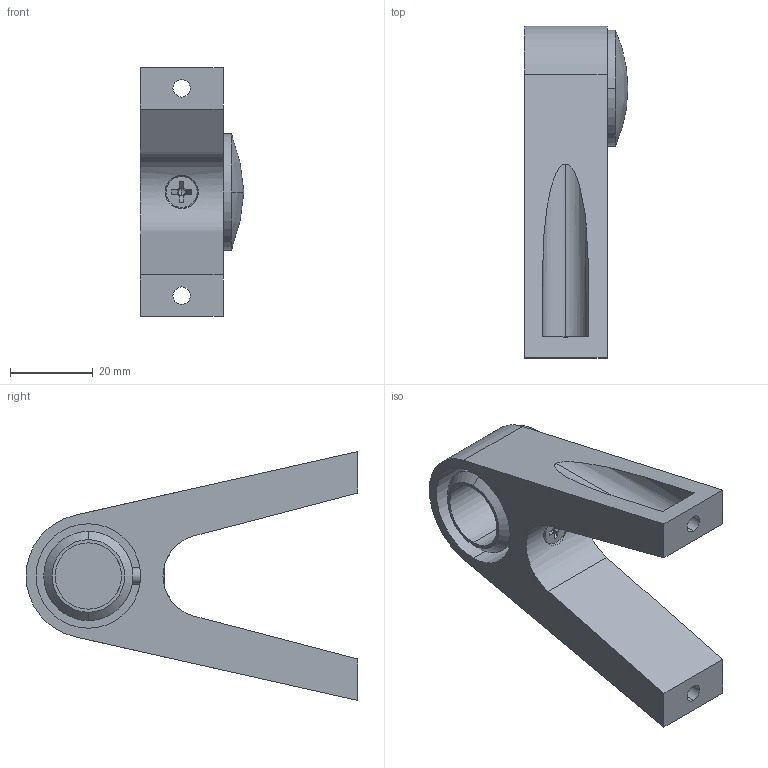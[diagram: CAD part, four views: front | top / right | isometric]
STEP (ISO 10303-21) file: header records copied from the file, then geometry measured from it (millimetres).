
FILE_DESCRIPTION (( 'STEP AP203' ), '1' );
FILE_NAME ('sone3D.STEP', '2013-08-30T09:42:28', ( '' ), ( '' ), 'SwSTEP 2.0', 'SolidWorks 2012', '' );
FILE_SCHEMA (( 'CONFIG_CONTROL_DESIGN' ));
Length unit declared in the file: millimetre
Products named in the file (4): sone3D; 廫帤寠晅嶮偹偠M4_M4亊10; AP-216ƒLƒƒƒbƒv__AP-216-0¥1ƒLƒƒƒbƒv_; AP-216僷僀僾庴__A-216-0
Assembly tree (3 placements, depth 2):
  sone3D
    AP-216僷僀僾庴__A-216-0
    AP-216ƒLƒƒƒbƒv__AP-216-0¥1ƒLƒƒƒbƒv_
    廫帤寠晅嶮偹偠M4_M4亊10
Bounding box: 25 x 80 x 60 mm (x, y, z)
Volume: 32219.1 mm3; surface area: 15491.1 mm2
Topology: 3 solids, 3 shells, 81 faces, 197 edges, 123 vertices
Faces by surface type: plane 35, cylinder 28, cone 16, sphere 2
Entity records: 3013 total; most frequent: CARTESIAN_POINT 685, DIRECTION 414, ORIENTED_EDGE 390, EDGE_CURVE 195, AXIS2_PLACEMENT_3D 156, VERTEX_POINT 123, LINE 102, VECTOR 102
